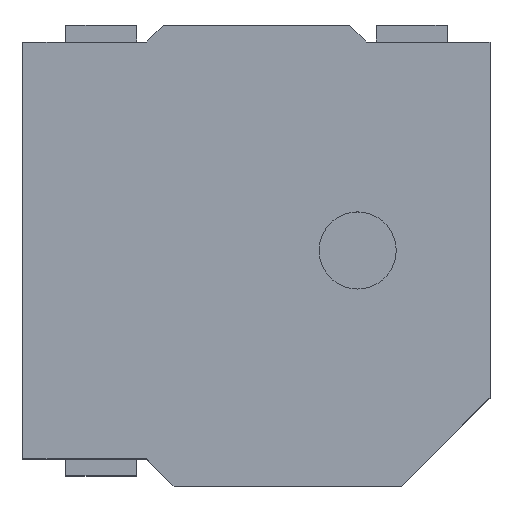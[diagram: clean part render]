
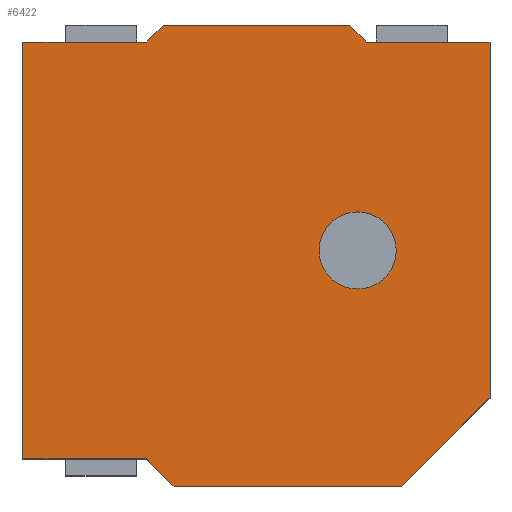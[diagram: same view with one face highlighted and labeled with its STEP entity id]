
A CAD part, top view. The second image highlights one B-rep face of the part: STEP entity #6422.
In plain terms, the highlighted planar face has unit normal (0, 0, 1).
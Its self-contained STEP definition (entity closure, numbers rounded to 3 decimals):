
#370=FACE_BOUND('',#996,.T.);
#402=PLANE('',#6819);
#631=FACE_OUTER_BOUND('',#995,.T.);
#995=EDGE_LOOP('',(#4572,#4573,#4574,#4575,#4576,#4577,#4578,#4579,#4580,
#4581,#4582));
#996=EDGE_LOOP('',(#4583));
#1502=LINE('',#9264,#2182);
#1504=LINE('',#9268,#2184);
#1507=LINE('',#9274,#2187);
#1510=LINE('',#9280,#2190);
#1513=LINE('',#9285,#2193);
#1515=LINE('',#9289,#2195);
#1518=LINE('',#9295,#2198);
#1521=LINE('',#9301,#2201);
#1524=LINE('',#9306,#2204);
#1527=LINE('',#9312,#2207);
#1529=LINE('',#9315,#2209);
#2182=VECTOR('',#7364,1.);
#2184=VECTOR('',#7368,1.);
#2187=VECTOR('',#7373,1.);
#2190=VECTOR('',#7378,1.);
#2193=VECTOR('',#7383,1.);
#2195=VECTOR('',#7387,1.);
#2198=VECTOR('',#7392,1.);
#2201=VECTOR('',#7397,1.);
#2204=VECTOR('',#7402,1.);
#2207=VECTOR('',#7407,1.);
#2209=VECTOR('',#7411,1.);
#2687=CIRCLE('',#6762,0.435);
#2699=VERTEX_POINT('',#8448);
#2957=VERTEX_POINT('',#9261);
#2958=VERTEX_POINT('',#9263);
#2959=VERTEX_POINT('',#9267);
#2961=VERTEX_POINT('',#9273);
#2963=VERTEX_POINT('',#9279);
#2964=VERTEX_POINT('',#9284);
#2965=VERTEX_POINT('',#9288);
#2967=VERTEX_POINT('',#9294);
#2969=VERTEX_POINT('',#9300);
#2970=VERTEX_POINT('',#9304);
#2972=VERTEX_POINT('',#9310);
#3305=EDGE_CURVE('',#2699,#2699,#2687,.T.);
#3571=EDGE_CURVE('',#2958,#2957,#1502,.T.);
#3573=EDGE_CURVE('',#2959,#2958,#1504,.T.);
#3576=EDGE_CURVE('',#2961,#2959,#1507,.T.);
#3579=EDGE_CURVE('',#2963,#2961,#1510,.T.);
#3582=EDGE_CURVE('',#2964,#2963,#1513,.T.);
#3584=EDGE_CURVE('',#2965,#2964,#1515,.T.);
#3587=EDGE_CURVE('',#2967,#2965,#1518,.T.);
#3590=EDGE_CURVE('',#2969,#2967,#1521,.T.);
#3593=EDGE_CURVE('',#2957,#2970,#1524,.T.);
#3596=EDGE_CURVE('',#2970,#2972,#1527,.T.);
#3598=EDGE_CURVE('',#2972,#2969,#1529,.T.);
#4572=ORIENTED_EDGE('',*,*,#3587,.T.);
#4573=ORIENTED_EDGE('',*,*,#3584,.T.);
#4574=ORIENTED_EDGE('',*,*,#3582,.T.);
#4575=ORIENTED_EDGE('',*,*,#3579,.T.);
#4576=ORIENTED_EDGE('',*,*,#3576,.T.);
#4577=ORIENTED_EDGE('',*,*,#3573,.T.);
#4578=ORIENTED_EDGE('',*,*,#3571,.T.);
#4579=ORIENTED_EDGE('',*,*,#3593,.T.);
#4580=ORIENTED_EDGE('',*,*,#3596,.T.);
#4581=ORIENTED_EDGE('',*,*,#3598,.T.);
#4582=ORIENTED_EDGE('',*,*,#3590,.T.);
#4583=ORIENTED_EDGE('',*,*,#3305,.F.);
#6422=ADVANCED_FACE('',(#631,#370),#402,.F.);
#6762=AXIS2_PLACEMENT_3D('',#8450,#7107,#7108);
#6819=AXIS2_PLACEMENT_3D('',#9328,#7431,#7432);
#7107=DIRECTION('center_axis',(0.,0.,1.));
#7108=DIRECTION('ref_axis',(-1.,0.,0.));
#7364=DIRECTION('',(0.,-1.,0.));
#7368=DIRECTION('',(-1.,0.,0.));
#7373=DIRECTION('',(-0.707,-0.707,0.));
#7378=DIRECTION('',(-1.,0.,0.));
#7383=DIRECTION('',(-0.707,0.707,0.));
#7387=DIRECTION('',(-1.,0.,0.));
#7392=DIRECTION('',(0.,1.,0.));
#7397=DIRECTION('',(0.707,0.707,0.));
#7402=DIRECTION('',(1.,0.,0.));
#7407=DIRECTION('',(0.707,-0.707,0.));
#7411=DIRECTION('',(1.,0.,0.));
#7431=DIRECTION('center_axis',(0.,0.,-1.));
#7432=DIRECTION('ref_axis',(1.,0.,0.));
#8448=CARTESIAN_POINT('',(1.588,0.06,2.01));
#8450=CARTESIAN_POINT('Origin',(1.153,0.06,2.01));
#9261=CARTESIAN_POINT('',(-2.621,-2.29,2.01));
#9263=CARTESIAN_POINT('',(-2.621,2.41,2.01));
#9264=CARTESIAN_POINT('',(-2.621,2.41,2.01));
#9267=CARTESIAN_POINT('',(-1.228,2.41,2.01));
#9268=CARTESIAN_POINT('',(-1.228,2.41,2.01));
#9273=CARTESIAN_POINT('',(-1.038,2.6,2.01));
#9274=CARTESIAN_POINT('',(-1.038,2.6,2.01));
#9279=CARTESIAN_POINT('',(1.062,2.6,2.01));
#9280=CARTESIAN_POINT('',(1.062,2.6,2.01));
#9284=CARTESIAN_POINT('',(1.251,2.41,2.01));
#9285=CARTESIAN_POINT('',(1.251,2.41,2.01));
#9288=CARTESIAN_POINT('',(2.645,2.41,2.01));
#9289=CARTESIAN_POINT('',(2.645,2.41,2.01));
#9294=CARTESIAN_POINT('',(2.645,-1.6,2.01));
#9295=CARTESIAN_POINT('',(2.645,2.41,2.01));
#9300=CARTESIAN_POINT('',(1.645,-2.6,2.01));
#9301=CARTESIAN_POINT('',(2.645,-1.6,2.01));
#9304=CARTESIAN_POINT('',(-1.228,-2.29,2.01));
#9306=CARTESIAN_POINT('',(-1.228,-2.29,2.01));
#9310=CARTESIAN_POINT('',(-0.917,-2.6,2.01));
#9312=CARTESIAN_POINT('',(-0.917,-2.6,2.01));
#9315=CARTESIAN_POINT('',(1.645,-2.6,2.01));
#9328=CARTESIAN_POINT('Origin',(0.012,0.06,2.01));
